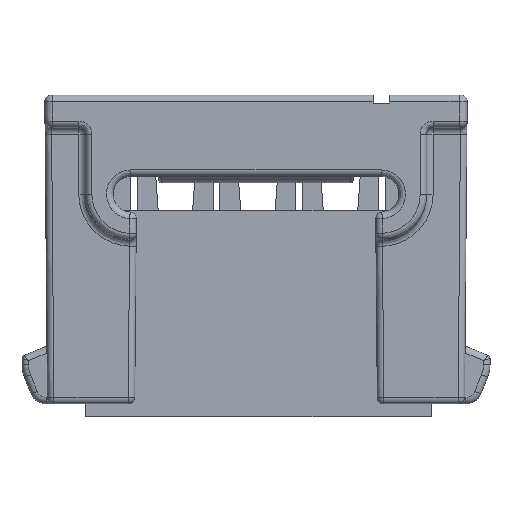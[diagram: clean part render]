
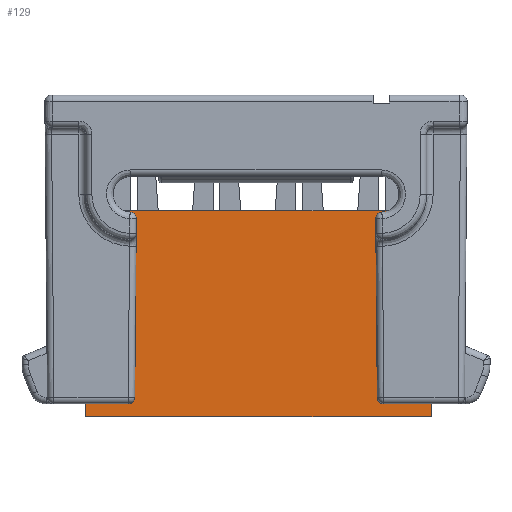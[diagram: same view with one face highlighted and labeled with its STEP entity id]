
A CAD part, left-side view. The second image highlights one B-rep face of the part: STEP entity #129.
In plain terms, the highlighted planar face has unit normal (-1, 0, 0).
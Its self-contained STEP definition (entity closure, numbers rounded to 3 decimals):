
#124 = ORIENTED_EDGE ( 'NONE', *, *, #18300, .F. ) ;
#129 = ADVANCED_FACE ( 'NONE', ( #1412 ), #16951, .F. ) ;
#1412 = FACE_OUTER_BOUND ( 'NONE', #18085, .T. ) ;
#1428 = VERTEX_POINT ( 'NONE', #19059 ) ;
#1710 = DIRECTION ( 'NONE',  ( 0., -1., 0. ) ) ;
#1843 = DIRECTION ( 'NONE',  ( 1., 0., 0. ) ) ;
#1879 = ORIENTED_EDGE ( 'NONE', *, *, #10751, .F. ) ;
#2035 = CARTESIAN_POINT ( 'NONE',  ( -444.298, -170.779, -103.521 ) ) ;
#2504 = VECTOR ( 'NONE', #15312, 1000. ) ;
#3110 = EDGE_CURVE ( 'NONE', #1428, #13879, #3586, .T. ) ;
#3563 = DIRECTION ( 'NONE',  ( 0., -1., 0. ) ) ;
#3586 = LINE ( 'NONE', #19258, #11067 ) ;
#4032 = CARTESIAN_POINT ( 'NONE',  ( -444.298, -176.1, -100.346 ) ) ;
#4351 = DIRECTION ( 'NONE',  ( 0., 0., -1. ) ) ;
#6267 = VECTOR ( 'NONE', #3563, 1000. ) ;
#7394 = VERTEX_POINT ( 'NONE', #8588 ) ;
#7639 = AXIS2_PLACEMENT_3D ( 'NONE', #8186, #1843, #17892 ) ;
#7723 = VECTOR ( 'NONE', #4351, 1000. ) ;
#8186 = CARTESIAN_POINT ( 'NONE',  ( -444.298, -176.1, -103.521 ) ) ;
#8553 = ORIENTED_EDGE ( 'NONE', *, *, #18618, .T. ) ;
#8588 = CARTESIAN_POINT ( 'NONE',  ( -444.298, -176.1, -103.521 ) ) ;
#9302 = LINE ( 'NONE', #2035, #6267 ) ;
#9781 = VERTEX_POINT ( 'NONE', #13471 ) ;
#10477 = LINE ( 'NONE', #13762, #2504 ) ;
#10751 = EDGE_CURVE ( 'NONE', #13879, #7394, #15713, .T. ) ;
#11067 = VECTOR ( 'NONE', #1710, 1000. ) ;
#11141 = CARTESIAN_POINT ( 'NONE',  ( -444.298, -176.1, -97.171 ) ) ;
#13471 = CARTESIAN_POINT ( 'NONE',  ( -444.298, -165.457, -103.521 ) ) ;
#13762 = CARTESIAN_POINT ( 'NONE',  ( -444.298, -165.457, -100.346 ) ) ;
#13879 = VERTEX_POINT ( 'NONE', #11141 ) ;
#14232 = ORIENTED_EDGE ( 'NONE', *, *, #3110, .F. ) ;
#15312 = DIRECTION ( 'NONE',  ( 0., 0., 1. ) ) ;
#15713 = LINE ( 'NONE', #4032, #7723 ) ;
#16951 = PLANE ( 'NONE',  #7639 ) ;
#17892 = DIRECTION ( 'NONE',  ( 0., 1., 0. ) ) ;
#18085 = EDGE_LOOP ( 'NONE', ( #14232, #124, #8553, #1879 ) ) ;
#18300 = EDGE_CURVE ( 'NONE', #9781, #1428, #10477, .T. ) ;
#18618 = EDGE_CURVE ( 'NONE', #9781, #7394, #9302, .T. ) ;
#19059 = CARTESIAN_POINT ( 'NONE',  ( -444.298, -165.457, -97.171 ) ) ;
#19258 = CARTESIAN_POINT ( 'NONE',  ( -444.298, -170.779, -97.171 ) ) ;
